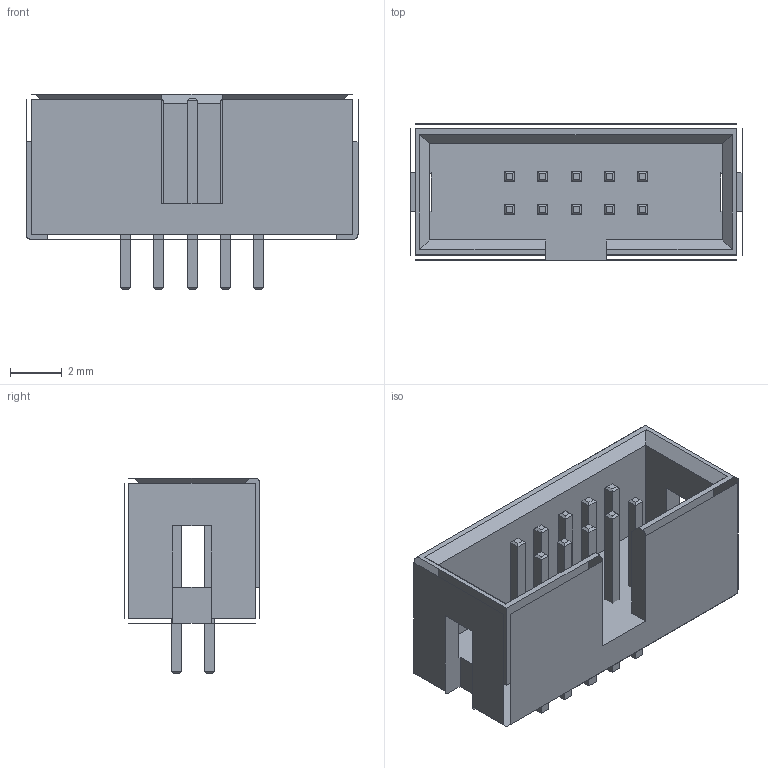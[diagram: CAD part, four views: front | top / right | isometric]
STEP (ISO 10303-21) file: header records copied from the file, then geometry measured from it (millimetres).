
FILE_DESCRIPTION(('HOOPS Exchange Step'),'2;1');
FILE_NAME('temp_export','2023-02-12T18:19:56+08:00',('30abd'),('Shapr3D Limited'),'HOOPS Exchange 2022.2','Shapr3D','Authorized');
FILE_SCHEMA( ('AUTOMOTIVE_DESIGN { 1 0 10303 214 1 1 1 1 }') );
Length unit declared in the file: millimetre
Products named in the file (6): Linear Pattern 01; Body:1; Header:1; Pins:1; temp_import.step; root
Assembly tree (5 placements, depth 4):
  root
    Linear Pattern 01
    temp_import.step
      Header:1
        Body:1
      Pins:1
Bounding box: 12.81 x 5.24 x 7.55 mm (x, y, z)
Volume: 11.8 mm3; surface area: 528.1 mm2
Topology: 10 solids, 12 shells, 167 faces, 384 edges, 236 vertices
Faces by surface type: plane 167
Entity records: 6032 total; most frequent: CARTESIAN_POINT 1838, ORIENTED_EDGE 848, DIRECTION 739, EDGE_CURVE 424, VECTOR 393, LINE 378, VERTEX_POINT 244, EDGE_LOOP 198
